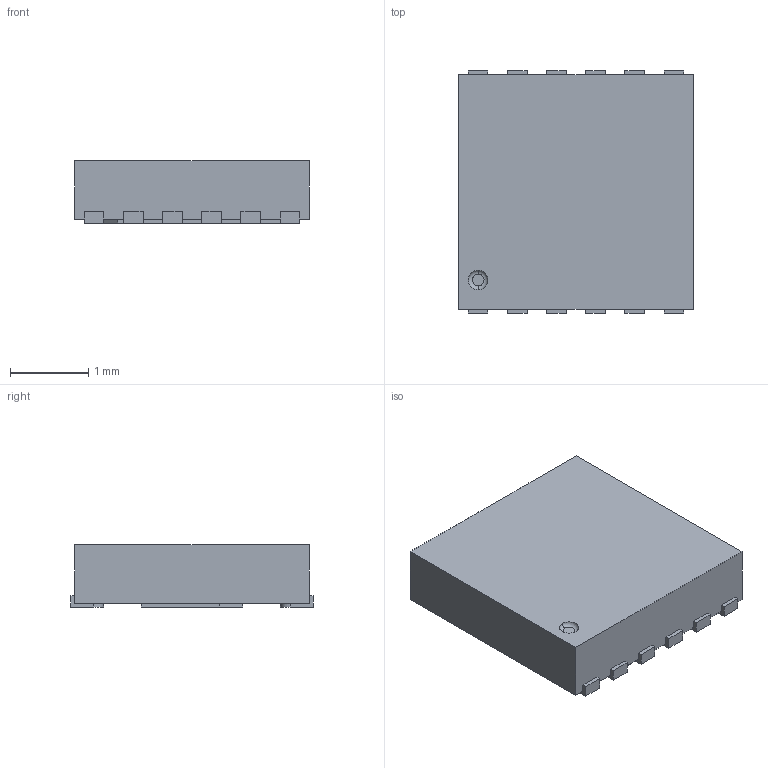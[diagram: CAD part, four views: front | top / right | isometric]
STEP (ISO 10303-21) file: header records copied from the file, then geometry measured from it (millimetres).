
FILE_DESCRIPTION(('FreeCAD Model'),'2;1');
FILE_NAME('SON50P300X300X80-13.step' ,'2021-04-01T17:00:51',('kicad StepUp'),('ksu MCAD'), 'Open CASCADE STEP processor 7.2','FreeCAD','Unknown');
FILE_SCHEMA(('AUTOMOTIVE_DESIGN { 1 0 10303 214 1 1 1 1 }'));
Length unit declared in the file: millimetre
Products named in the file (1): SON50P300X300X80-13
Bounding box: 3 x 3.1 x 0.8 mm (x, y, z)
Volume: 7 mm3; surface area: 37.6 mm2
Topology: 14 solids, 14 shells, 124 faces, 285 edges, 190 vertices
Faces by surface type: plane 98, cylinder 24, torus 2
Entity records: 4339 total; most frequent: CARTESIAN_POINT 600, DIRECTION 589, ORIENTED_EDGE 570, EDGE_CURVE 285, LINE 231, VECTOR 231, VERTEX_POINT 190, AXIS2_PLACEMENT_3D 179
